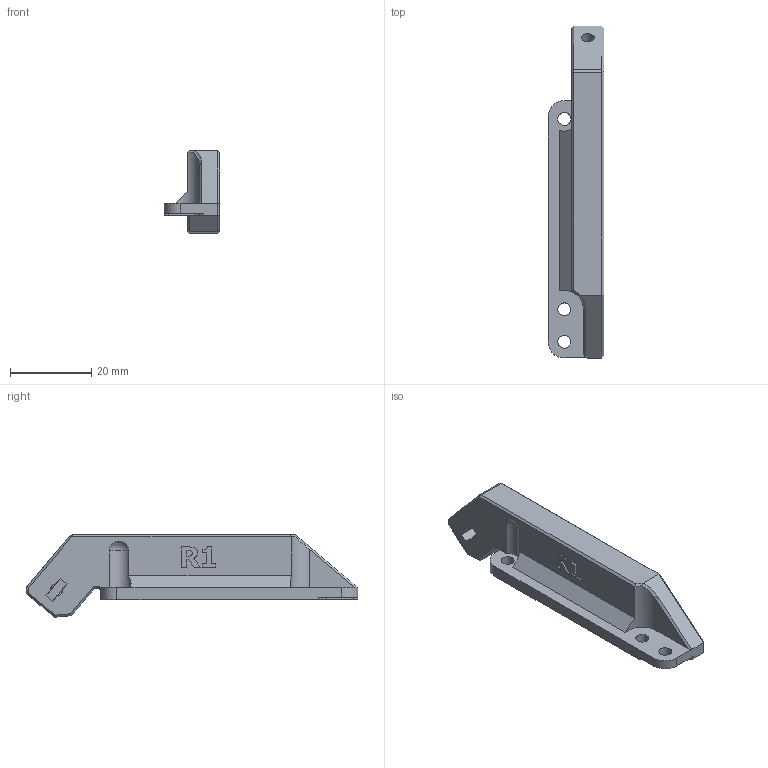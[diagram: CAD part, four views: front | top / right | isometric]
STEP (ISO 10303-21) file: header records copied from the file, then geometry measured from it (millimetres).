
FILE_DESCRIPTION(/* description */ (''),/* implementation_level */ '2;1');
FILE_NAME(/* name */ 'xlcd_support_enclosure_L-R1.stp',/* time_stamp */ '2023-07-03T09:39:32+02:00',/* author */ ('borek.rajtora'),/* organization */ (''),/* preprocessor_version */ 'ST-DEVELOPER v19',/* originating_system */ 'Autodesk Inventor 2023',/* authorisation */ '');
FILE_SCHEMA (('AUTOMOTIVE_DESIGN { 1 0 10303 214 3 1 1 }'));
Length unit declared in the file: millimetre
Products named in the file (1): xlcd-support-left-enclosure_E1
Bounding box: 13.8 x 81.94 x 20.35 mm (x, y, z)
Volume: 9936.2 mm3; surface area: 4692.8 mm2
Topology: 1 solids, 1 shells, 98 faces, 257 edges, 164 vertices
Faces by surface type: plane 68, cylinder 15, bspline 11, cone 3, sphere 1
Full cylindrical faces by diameter (mm): 3.2 x5
Entity records: 3139 total; most frequent: CARTESIAN_POINT 732, ORIENTED_EDGE 514, DIRECTION 439, EDGE_CURVE 257, LINE 193, VECTOR 193, VERTEX_POINT 164, AXIS2_PLACEMENT_3D 123
